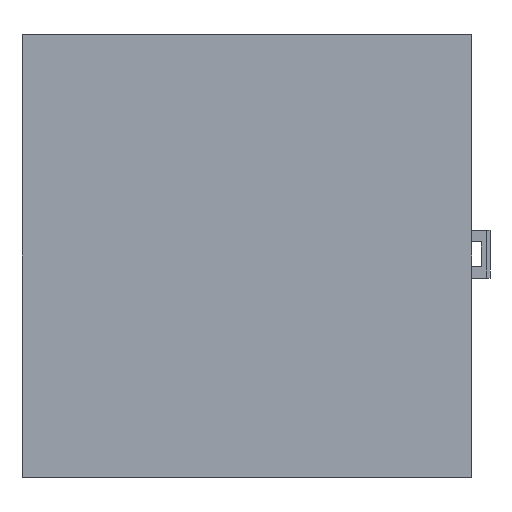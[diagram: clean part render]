
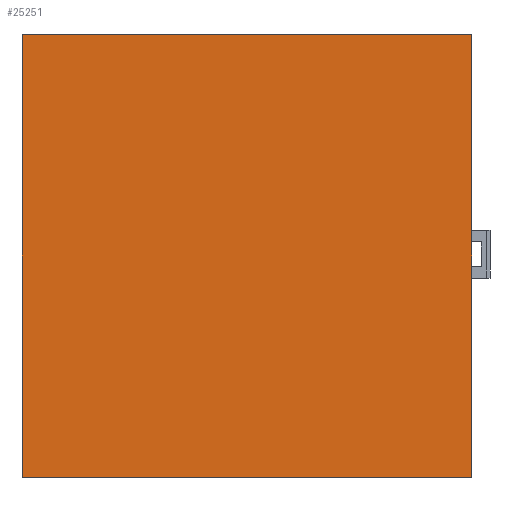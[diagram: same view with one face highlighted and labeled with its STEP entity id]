
A CAD part, left-side view. The second image highlights one B-rep face of the part: STEP entity #25251.
In plain terms, the highlighted planar face has unit normal (-1, 0, 0).
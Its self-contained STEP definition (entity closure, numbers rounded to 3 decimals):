
#896 = EDGE_LOOP ( 'NONE', ( #15577, #11643, #13404, #4132 ) ) ;
#1122 = LINE ( 'NONE', #11765, #15078 ) ;
#1173 = VERTEX_POINT ( 'NONE', #27684 ) ;
#1222 = CARTESIAN_POINT ( 'NONE',  ( -31., 0., 0. ) ) ;
#1591 = DIRECTION ( 'NONE',  ( 0., 0., -1. ) ) ;
#2367 = LINE ( 'NONE', #22179, #24055 ) ;
#3263 = EDGE_CURVE ( 'NONE', #1173, #25106, #25118, .T. ) ;
#4132 = ORIENTED_EDGE ( 'NONE', *, *, #21911, .T. ) ;
#4601 = VECTOR ( 'NONE', #4804, 1000. ) ;
#4705 = CARTESIAN_POINT ( 'NONE',  ( -31., 63.5, 0. ) ) ;
#4804 = DIRECTION ( 'NONE',  ( 0., 0., -1. ) ) ;
#4911 = CARTESIAN_POINT ( 'NONE',  ( -31., -63.5, -125. ) ) ;
#5000 = EDGE_CURVE ( 'NONE', #12165, #1173, #2367, .T. ) ;
#6552 = DIRECTION ( 'NONE',  ( 0., 1., 0. ) ) ;
#8365 = EDGE_CURVE ( 'NONE', #27544, #12165, #1122, .T. ) ;
#9965 = PLANE ( 'NONE',  #12084 ) ;
#9995 = DIRECTION ( 'NONE',  ( 0., -1., 0. ) ) ;
#10078 = FACE_OUTER_BOUND ( 'NONE', #896, .T. ) ;
#10834 = CARTESIAN_POINT ( 'NONE',  ( -31., 0., 0. ) ) ;
#11577 = LINE ( 'NONE', #4705, #4601 ) ;
#11643 = ORIENTED_EDGE ( 'NONE', *, *, #5000, .T. ) ;
#11765 = CARTESIAN_POINT ( 'NONE',  ( -31., 0., -125. ) ) ;
#12084 = AXIS2_PLACEMENT_3D ( 'NONE', #1222, #14241, #1591 ) ;
#12165 = VERTEX_POINT ( 'NONE', #4911 ) ;
#13404 = ORIENTED_EDGE ( 'NONE', *, *, #3263, .T. ) ;
#13846 = DIRECTION ( 'NONE',  ( 0., 0., 1. ) ) ;
#14241 = DIRECTION ( 'NONE',  ( 1., 0., 0. ) ) ;
#14445 = VECTOR ( 'NONE', #6552, 1000. ) ;
#15078 = VECTOR ( 'NONE', #9995, 1000. ) ;
#15577 = ORIENTED_EDGE ( 'NONE', *, *, #8365, .T. ) ;
#19944 = CARTESIAN_POINT ( 'NONE',  ( -31., 63.5, 0. ) ) ;
#21911 = EDGE_CURVE ( 'NONE', #25106, #27544, #11577, .T. ) ;
#22179 = CARTESIAN_POINT ( 'NONE',  ( -31., -63.5, 0. ) ) ;
#24055 = VECTOR ( 'NONE', #13846, 1000. ) ;
#24062 = CARTESIAN_POINT ( 'NONE',  ( -31., 63.5, -125. ) ) ;
#25106 = VERTEX_POINT ( 'NONE', #19944 ) ;
#25118 = LINE ( 'NONE', #10834, #14445 ) ;
#25251 = ADVANCED_FACE ( 'NONE', ( #10078 ), #9965, .F. ) ;
#27544 = VERTEX_POINT ( 'NONE', #24062 ) ;
#27684 = CARTESIAN_POINT ( 'NONE',  ( -31., -63.5, 0. ) ) ;
